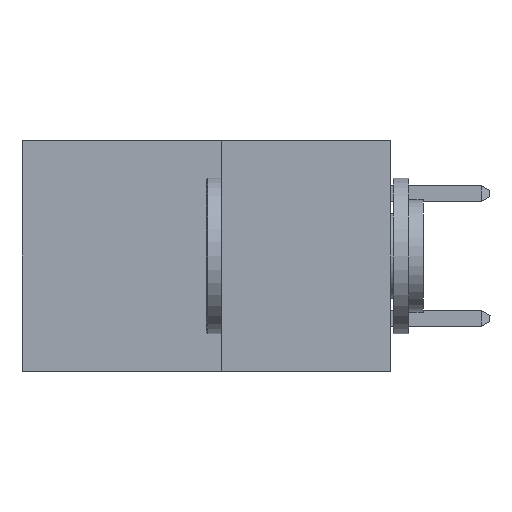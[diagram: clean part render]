
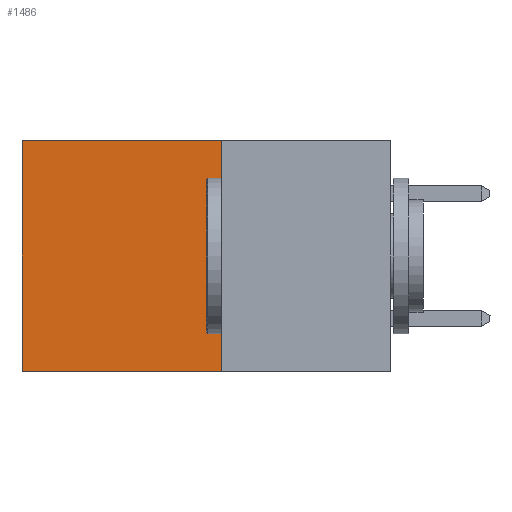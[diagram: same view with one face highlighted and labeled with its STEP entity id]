
A CAD part, left-side view. The second image highlights one B-rep face of the part: STEP entity #1486.
In plain terms, the highlighted planar face has unit normal (-1, 0, 0).
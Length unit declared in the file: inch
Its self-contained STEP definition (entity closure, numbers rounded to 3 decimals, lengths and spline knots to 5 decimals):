
#481 = LINE ( 'NONE', #5871, #10255 ) ;
#1415 = AXIS2_PLACEMENT_3D ( 'NONE', #4842, #10264, #10280 ) ;
#1486 = ADVANCED_FACE ( 'NONE', ( #6332 ), #6223, .F. ) ;
#1930 = EDGE_CURVE ( 'NONE', #1968, #3949, #6929, .T. ) ;
#1968 = VERTEX_POINT ( 'NONE', #9691 ) ;
#2352 = VERTEX_POINT ( 'NONE', #10843 ) ;
#3003 = ORIENTED_EDGE ( 'NONE', *, *, #4139, .F. ) ;
#3949 = VERTEX_POINT ( 'NONE', #7371 ) ;
#4135 = VECTOR ( 'NONE', #8761, 39.37008 ) ;
#4139 = EDGE_CURVE ( 'NONE', #2352, #5031, #8203, .T. ) ;
#4413 = CARTESIAN_POINT ( 'NONE',  ( 0.277, 0.59, -0.37 ) ) ;
#4620 = ORIENTED_EDGE ( 'NONE', *, *, #11426, .T. ) ;
#4842 = CARTESIAN_POINT ( 'NONE',  ( 0.277, 0.27, -0.37 ) ) ;
#5031 = VERTEX_POINT ( 'NONE', #4413 ) ;
#5639 = VECTOR ( 'NONE', #9020, 39.37008 ) ;
#5871 = CARTESIAN_POINT ( 'NONE',  ( 0.277, 0.27, -0.37 ) ) ;
#6154 = EDGE_LOOP ( 'NONE', ( #4620, #3003, #9404, #10546 ) ) ;
#6223 = PLANE ( 'NONE',  #1415 ) ;
#6332 = FACE_OUTER_BOUND ( 'NONE', #6154, .T. ) ;
#6929 = LINE ( 'NONE', #11567, #4135 ) ;
#7371 = CARTESIAN_POINT ( 'NONE',  ( 0.277, 0.59, 0. ) ) ;
#7800 = DIRECTION ( 'NONE',  ( 0., 0., -1. ) ) ;
#8173 = VECTOR ( 'NONE', #9380, 39.37008 ) ;
#8203 = LINE ( 'NONE', #9840, #5639 ) ;
#8761 = DIRECTION ( 'NONE',  ( 0., 1., 0. ) ) ;
#9020 = DIRECTION ( 'NONE',  ( 0., 1., 0. ) ) ;
#9380 = DIRECTION ( 'NONE',  ( 0., 0., -1. ) ) ;
#9404 = ORIENTED_EDGE ( 'NONE', *, *, #11707, .F. ) ;
#9691 = CARTESIAN_POINT ( 'NONE',  ( 0.277, 0.27, 0. ) ) ;
#9840 = CARTESIAN_POINT ( 'NONE',  ( 0.277, 0.27, -0.37 ) ) ;
#10255 = VECTOR ( 'NONE', #7800, 39.37008 ) ;
#10264 = DIRECTION ( 'NONE',  ( 1., 0., 0. ) ) ;
#10280 = DIRECTION ( 'NONE',  ( 0., 0., -1. ) ) ;
#10546 = ORIENTED_EDGE ( 'NONE', *, *, #1930, .T. ) ;
#10680 = LINE ( 'NONE', #11166, #8173 ) ;
#10843 = CARTESIAN_POINT ( 'NONE',  ( 0.277, 0.27, -0.37 ) ) ;
#11166 = CARTESIAN_POINT ( 'NONE',  ( 0.277, 0.59, -0.37 ) ) ;
#11426 = EDGE_CURVE ( 'NONE', #3949, #5031, #10680, .T. ) ;
#11567 = CARTESIAN_POINT ( 'NONE',  ( 0.277, 0.27, 0. ) ) ;
#11707 = EDGE_CURVE ( 'NONE', #1968, #2352, #481, .T. ) ;
